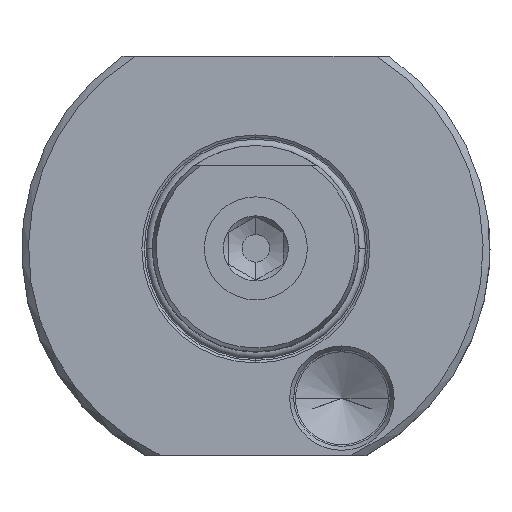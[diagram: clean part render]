
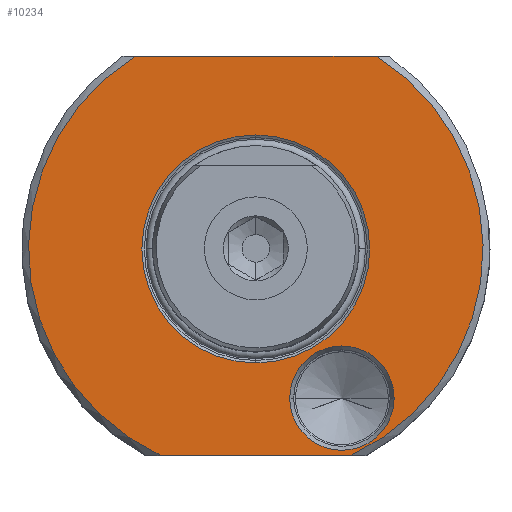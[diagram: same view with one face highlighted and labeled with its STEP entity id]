
A CAD part, top view. The second image highlights one B-rep face of the part: STEP entity #10234.
In plain terms, the highlighted planar face has unit normal (0, 0, 1).
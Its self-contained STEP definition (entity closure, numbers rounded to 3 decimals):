
#3063=CARTESIAN_POINT('',(0,0,0.5));
#3064=DIRECTION('',(0,0,1));
#3065=DIRECTION('',(0,1,0));
#3066=AXIS2_PLACEMENT_3D('',#3063,#3064,#3065);
#3068=CARTESIAN_POINT('',(0,0,0.5));
#3069=DIRECTION('',(0,0,-1));
#3070=DIRECTION('',(0,1,0));
#3071=AXIS2_PLACEMENT_3D('',#3068,#3069,#3070);
#3073=CARTESIAN_POINT('',(12.5,-21.651,0.5));
#3074=DIRECTION('',(0,0,1));
#3075=DIRECTION('',(-1,0,0));
#3076=AXIS2_PLACEMENT_3D('',#3073,#3074,#3075);
#3078=CARTESIAN_POINT('',(12.5,-21.651,0.5));
#3079=DIRECTION('',(0,0,1));
#3080=DIRECTION('',(1,0,0));
#3081=AXIS2_PLACEMENT_3D('',#3078,#3079,#3080);
#3083=DIRECTION('',(-1,0,0));
#3084=VECTOR('',#3083,34.928);
#3085=CARTESIAN_POINT('',(17.464,28,0.5));
#3086=LINE('',#3085,#3084);
#3087=CARTESIAN_POINT('',(0,0,0.5));
#3088=DIRECTION('',(0,0,1));
#3089=DIRECTION('',(0.417,-0.909,0));
#3090=AXIS2_PLACEMENT_3D('',#3087,#3088,#3089);
#3092=DIRECTION('',(-1,0,0));
#3093=VECTOR('',#3092,27.495);
#3094=CARTESIAN_POINT('',(13.748,-30,0.5));
#3095=LINE('',#3094,#3093);
#3096=CARTESIAN_POINT('',(0,0,0.5));
#3097=DIRECTION('',(0,0,1));
#3098=DIRECTION('',(-0.529,0.848,0));
#3099=AXIS2_PLACEMENT_3D('',#3096,#3097,#3098);
#4703=CARTESIAN_POINT('',(0,16.55,0.5));
#4705=VERTEX_POINT('',#4703);
#4709=CARTESIAN_POINT('',(0,-16.55,0.5));
#4711=VERTEX_POINT('',#4709);
#4907=CARTESIAN_POINT('',(4.923,-21.651,0.5));
#4908=CARTESIAN_POINT('',(20.078,-21.651,0.5));
#4909=VERTEX_POINT('',#4907);
#4910=VERTEX_POINT('',#4908);
#4985=CARTESIAN_POINT('',(17.464,28,0.5));
#4986=CARTESIAN_POINT('',(-17.464,28,0.5));
#4987=VERTEX_POINT('',#4985);
#4988=VERTEX_POINT('',#4986);
#4989=CARTESIAN_POINT('',(13.748,-30,0.5));
#4990=CARTESIAN_POINT('',(-13.748,-30,0.5));
#4991=VERTEX_POINT('',#4989);
#4992=VERTEX_POINT('',#4990);
#10209=CARTESIAN_POINT('',(0,0,0.5));
#10210=DIRECTION('',(0,0,-1));
#10211=DIRECTION('',(0,-1,0));
#10212=AXIS2_PLACEMENT_3D('',#10209,#10210,#10211);
#10213=PLANE('',#10212);
#10215=ORIENTED_EDGE('',*,*,#10214,.F.);
#10217=ORIENTED_EDGE('',*,*,#10216,.F.);
#10219=ORIENTED_EDGE('',*,*,#10218,.T.);
#10221=ORIENTED_EDGE('',*,*,#10220,.F.);
#10222=EDGE_LOOP('',(#10215,#10217,#10219,#10221));
#10223=FACE_OUTER_BOUND('',#10222,.F.);
#10225=ORIENTED_EDGE('',*,*,#10224,.T.);
#10227=ORIENTED_EDGE('',*,*,#10226,.T.);
#10228=EDGE_LOOP('',(#10225,#10227));
#10229=FACE_BOUND('',#10228,.F.);
#10230=ORIENTED_EDGE('',*,*,#10191,.T.);
#10231=ORIENTED_EDGE('',*,*,#10202,.F.);
#10232=EDGE_LOOP('',(#10230,#10231));
#10233=FACE_BOUND('',#10232,.F.);
#10234=ADVANCED_FACE('',(#10223,#10229,#10233),#10213,.F.);
#3067=CIRCLE('',#3066,16.55);
#3072=CIRCLE('',#3071,16.55);
#3077=CIRCLE('',#3076,7.578);
#3082=CIRCLE('',#3081,7.578);
#3091=CIRCLE('',#3090,33);
#3100=CIRCLE('',#3099,33);
#10191=EDGE_CURVE('',#4705,#4711,#3067,.T.);
#10202=EDGE_CURVE('',#4705,#4711,#3072,.T.);
#10214=EDGE_CURVE('',#4987,#4988,#3086,.T.);
#10216=EDGE_CURVE('',#4991,#4987,#3091,.T.);
#10218=EDGE_CURVE('',#4991,#4992,#3095,.T.);
#10220=EDGE_CURVE('',#4988,#4992,#3100,.T.);
#10224=EDGE_CURVE('',#4909,#4910,#3077,.T.);
#10226=EDGE_CURVE('',#4910,#4909,#3082,.T.);
